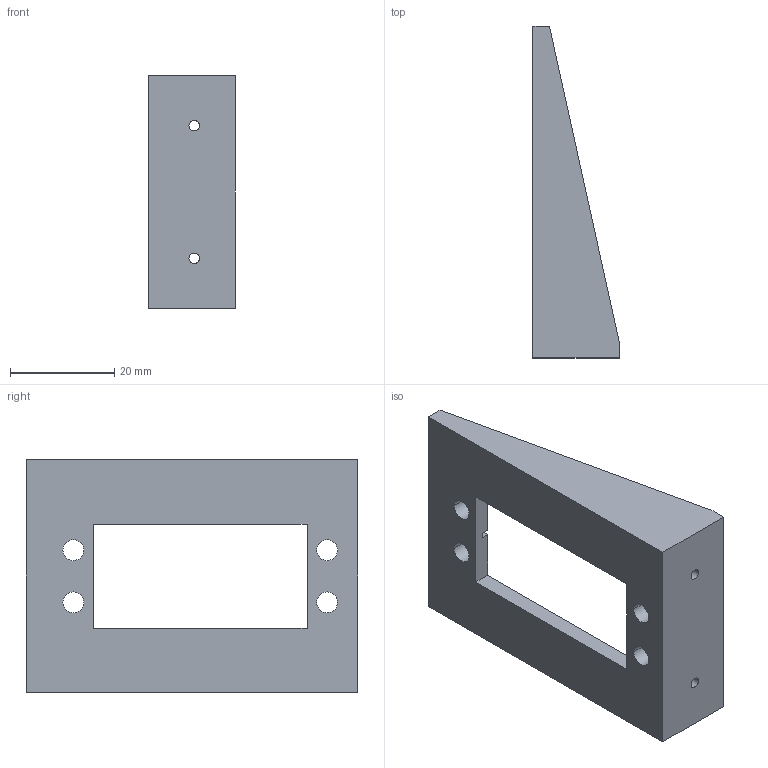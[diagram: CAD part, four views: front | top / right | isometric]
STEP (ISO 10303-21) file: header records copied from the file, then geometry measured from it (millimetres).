
FILE_DESCRIPTION (( 'STEP AP214' ), '1' );
FILE_NAME ('Pusher servo bracket.STEP', '2024-06-21T04:05:58', ( '' ), ( '' ), 'SwSTEP 2.0', 'SolidWorks 2023', '' );
FILE_SCHEMA (( 'AUTOMOTIVE_DESIGN' ));
Length unit declared in the file: inch
Products named in the file (1): Pusher servo bracket
Bounding box: 16.51 x 63.5 x 44.45 mm (x, y, z)
Volume: 10601.2 mm3; surface area: 8011.1 mm2
Topology: 1 solids, 1 shells, 37 faces, 102 edges, 66 vertices
Faces by surface type: plane 25, cylinder 12
Entity records: 1227 total; most frequent: CARTESIAN_POINT 206, ORIENTED_EDGE 204, DIRECTION 202, EDGE_CURVE 102, VECTOR 78, LINE 78, VERTEX_POINT 66, AXIS2_PLACEMENT_3D 62
